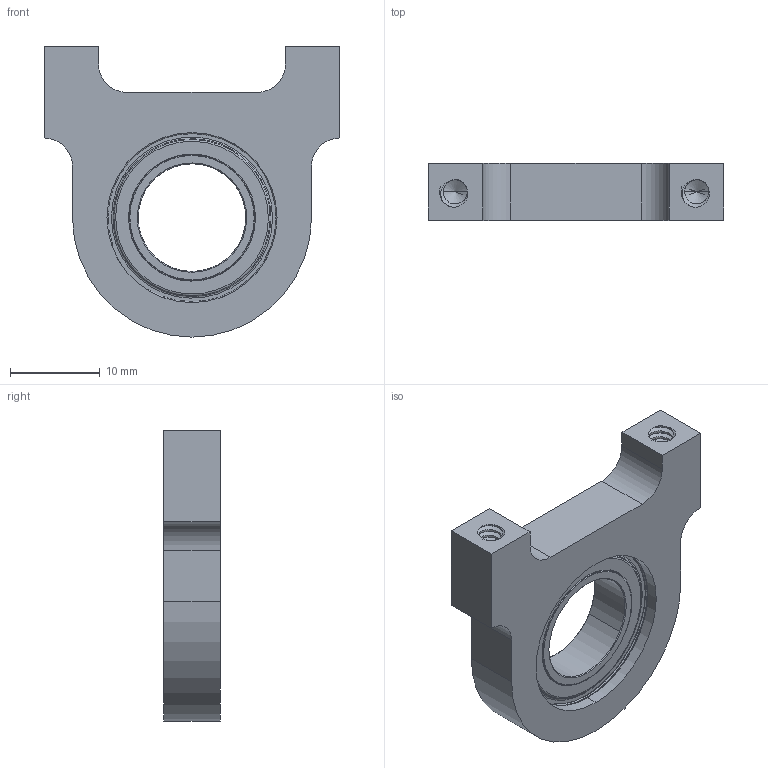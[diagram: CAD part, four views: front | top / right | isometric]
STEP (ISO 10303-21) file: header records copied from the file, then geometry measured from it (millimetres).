
FILE_DESCRIPTION (( 'STEP AP203' ), '1' );
FILE_NAME ('535108 assembly.STEP', '2016-10-10T14:36:17', ( '' ), ( '' ), 'SwSTEP 2.0', 'SolidWorks 2014', '' );
FILE_SCHEMA (( 'CONFIG_CONTROL_DESIGN' ));
Length unit declared in the file: inch
Products named in the file (3): 535108; 535096 bearing; 535108 assembly
Assembly tree (2 placements, depth 2):
  535108 assembly
    535108
    535096 bearing
Bounding box: 33.02 x 6.35 x 32.38 mm (x, y, z)
Volume: 3683.4 mm3; surface area: 3548.4 mm2
Topology: 4 solids, 4 shells, 182 faces, 453 edges, 288 vertices
Faces by surface type: cylinder 104, plane 28, cone 26, torus 20, bspline 4
Entity records: 8260 total; most frequent: CARTESIAN_POINT 3976, ORIENTED_EDGE 898, DIRECTION 803, EDGE_CURVE 449, AXIS2_PLACEMENT_3D 325, VERTEX_POINT 288, EDGE_LOOP 199, ADVANCED_FACE 182
